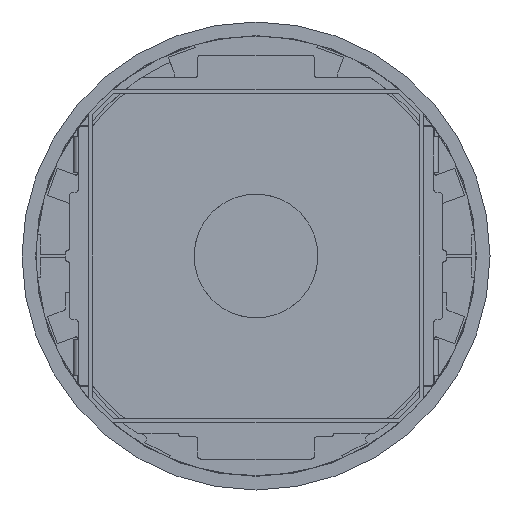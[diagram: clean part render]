
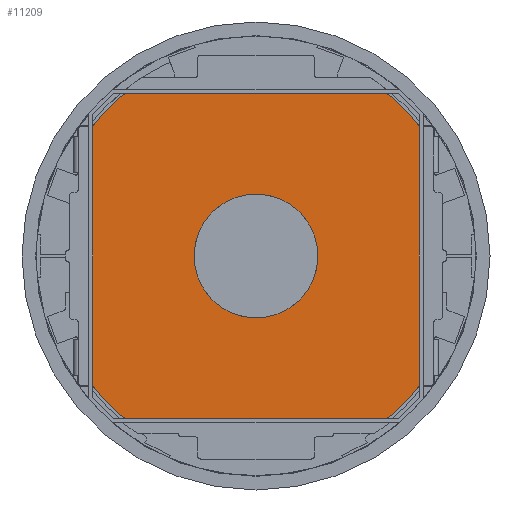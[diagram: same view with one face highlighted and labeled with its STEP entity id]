
A CAD part, front view. The second image highlights one B-rep face of the part: STEP entity #11209.
In plain terms, the highlighted planar face has unit normal (0, -1, 0).
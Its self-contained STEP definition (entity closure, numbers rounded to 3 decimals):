
#10656=CARTESIAN_POINT('',(0.,-12.,0.));
#10657=DIRECTION('',(0.,-1.,0.));
#10658=DIRECTION('',(0.,0.,1.));
#10659=AXIS2_PLACEMENT_3D('',#10656,#10657,#10658);
#10661=CARTESIAN_POINT('',(0.,-12.,0.));
#10662=DIRECTION('',(0.,-1.,0.));
#10663=DIRECTION('',(0.,0.,-1.));
#10664=AXIS2_PLACEMENT_3D('',#10661,#10662,#10663);
#10666=CARTESIAN_POINT('',(0.,-12.,0.));
#10667=DIRECTION('',(0.,1.,0.));
#10668=DIRECTION('',(0.,0.,1.));
#10669=AXIS2_PLACEMENT_3D('',#10666,#10667,#10668);
#10671=CARTESIAN_POINT('',(0.,-12.,0.));
#10672=DIRECTION('',(0.,1.,0.));
#10673=DIRECTION('',(0.,0.,-1.));
#10674=AXIS2_PLACEMENT_3D('',#10671,#10672,#10673);
#10959=CARTESIAN_POINT('',(0.,-12.,43.));
#10960=CARTESIAN_POINT('',(0.,-12.,-43.));
#10961=VERTEX_POINT('',#10959);
#10962=VERTEX_POINT('',#10960);
#10969=CARTESIAN_POINT('',(0.,-12.,-148.));
#10970=CARTESIAN_POINT('',(0.,-12.,148.));
#10971=VERTEX_POINT('',#10969);
#10972=VERTEX_POINT('',#10970);
#11193=CARTESIAN_POINT('',(0.,-12.,0.));
#11194=DIRECTION('',(0.,-1.,0.));
#11195=DIRECTION('',(0.,0.,-1.));
#11196=AXIS2_PLACEMENT_3D('',#11193,#11194,#11195);
#11197=PLANE('',#11196);
#11199=ORIENTED_EDGE('',*,*,#11198,.F.);
#11200=ORIENTED_EDGE('',*,*,#11183,.F.);
#11201=EDGE_LOOP('',(#11199,#11200));
#11202=FACE_OUTER_BOUND('',#11201,.F.);
#11204=ORIENTED_EDGE('',*,*,#11203,.F.);
#11206=ORIENTED_EDGE('',*,*,#11205,.F.);
#11207=EDGE_LOOP('',(#11204,#11206));
#11208=FACE_BOUND('',#11207,.F.);
#10660=CIRCLE('',#10659,148.);
#10665=CIRCLE('',#10664,148.);
#10670=CIRCLE('',#10669,43.);
#10675=CIRCLE('',#10674,43.);
#11183=EDGE_CURVE('',#10971,#10972,#10665,.T.);
#11198=EDGE_CURVE('',#10972,#10971,#10660,.T.);
#11203=EDGE_CURVE('',#10961,#10962,#10670,.T.);
#11205=EDGE_CURVE('',#10962,#10961,#10675,.T.);
#11209=ADVANCED_FACE('',(#11202,#11208),#11197,.T.);
